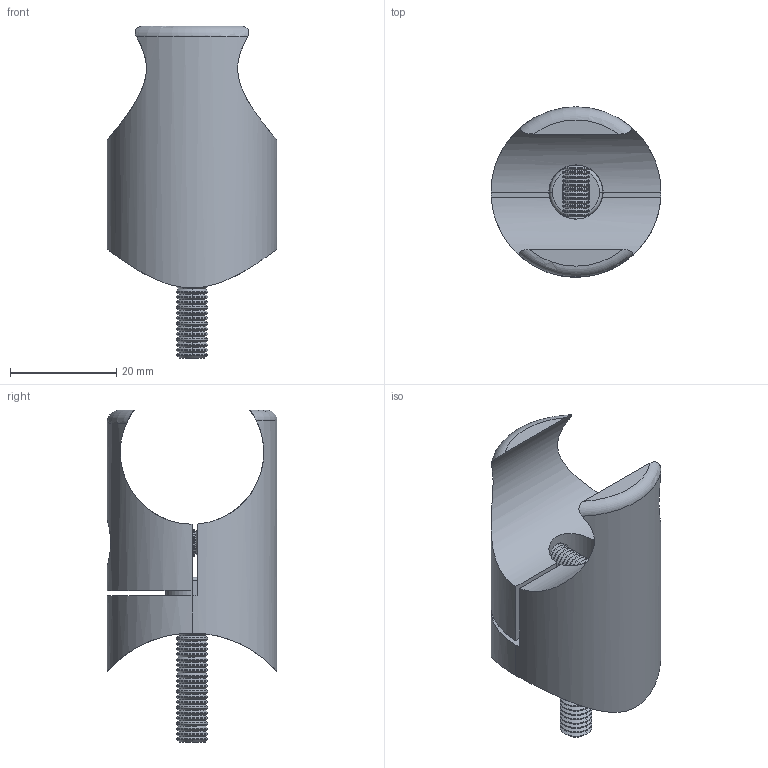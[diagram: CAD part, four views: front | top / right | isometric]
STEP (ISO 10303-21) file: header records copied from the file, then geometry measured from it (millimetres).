
FILE_DESCRIPTION (( 'STEP AP203' ), '1' );
FILE_NAME ('55351-240-42.step', '2020-12-03T12:15:38', ( '' ), ( '' ), 'SwSTEP 2.0', 'SolidWorks 2018', '' );
FILE_SCHEMA (( 'CONFIG_CONTROL_DESIGN' ));
Length unit declared in the file: millimetre
Products named in the file (9): 55351-240-42 Teil2_55351-240-42 Teil2; socket head thin cap screw_din; 55351-240-42 Teil1_55351-240-42 Teil1; 55351-240-42 Teil1; socket head cap screw_din_DIN 912 M6 x 25 --- 25S; 55351-240-42 Teil2; 55351-240-42; socket head cap screw_din; socket head thin cap screw_din_DIN 7984 - M5 x 20 --- 17.6S
Assembly tree (4 placements, depth 2):
  socket head thin cap screw_din
  55351-240-42 Teil1
  55351-240-42 Teil2
  55351-240-42
    55351-240-42 Teil1_55351-240-42 Teil1
    socket head cap screw_din_DIN 912 M6 x 25 --- 25S
    55351-240-42 Teil2_55351-240-42 Teil2
    socket head thin cap screw_din_DIN 7984 - M5 x 20 --- 17.6S
  socket head cap screw_din
Bounding box: 32 x 31.98 x 62.5 mm (x, y, z)
Volume: 18821.9 mm3; surface area: 9772.7 mm2
Topology: 4 solids, 4 shells, 653 faces, 1724 edges, 1107 vertices
Faces by surface type: plane 214, cone 186, bspline 127, cylinder 116, torus 10
Entity records: 28004 total; most frequent: CARTESIAN_POINT 11502, ORIENTED_EDGE 3436, DIRECTION 3046, EDGE_CURVE 1718, VERTEX_POINT 1107, AXIS2_PLACEMENT_3D 1068, VECTOR 910, LINE 910
